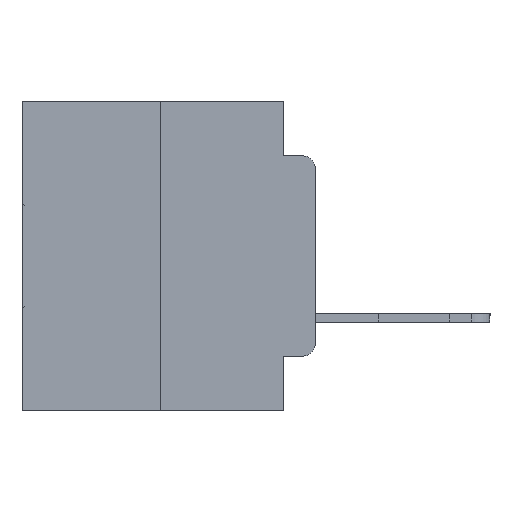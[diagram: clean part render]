
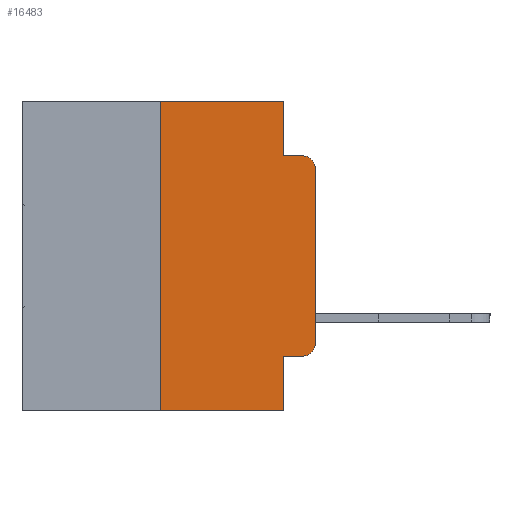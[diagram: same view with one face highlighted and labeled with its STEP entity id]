
A CAD part, left-side view. The second image highlights one B-rep face of the part: STEP entity #16483.
In plain terms, the highlighted planar face has unit normal (-1, 0, 0).
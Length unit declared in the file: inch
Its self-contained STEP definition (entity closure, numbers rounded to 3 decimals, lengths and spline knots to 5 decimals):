
#29 = DIRECTION ( 'NONE',  ( 0., -1., 0. ) ) ;
#491 = EDGE_LOOP ( 'NONE', ( #15494, #22079, #7823, #4476, #10749, #5937, #25145, #4103, #24141, #13360 ) ) ;
#565 = VERTEX_POINT ( 'NONE', #1332 ) ;
#848 = VECTOR ( 'NONE', #5473, 39.37008 ) ;
#1288 = CARTESIAN_POINT ( 'NONE',  ( 0., 0.02, -0.4115 ) ) ;
#1332 = CARTESIAN_POINT ( 'NONE',  ( 0., 0.051, -0.5 ) ) ;
#1981 = CARTESIAN_POINT ( 'NONE',  ( 0., 0.02, -0.3915 ) ) ;
#2238 = DIRECTION ( 'NONE',  ( 0., -1., 0. ) ) ;
#2818 = EDGE_CURVE ( 'NONE', #22210, #13336, #4773, .T. ) ;
#3254 = LINE ( 'NONE', #29569, #27057 ) ;
#4103 = ORIENTED_EDGE ( 'NONE', *, *, #11349, .F. ) ;
#4465 = DIRECTION ( 'NONE',  ( 0., 0., -1. ) ) ;
#4476 = ORIENTED_EDGE ( 'NONE', *, *, #22315, .F. ) ;
#4524 = DIRECTION ( 'NONE',  ( 0., -1., 0. ) ) ;
#4562 = VECTOR ( 'NONE', #20726, 39.37008 ) ;
#4773 = LINE ( 'NONE', #20799, #22701 ) ;
#5473 = DIRECTION ( 'NONE',  ( 0., 0., 1. ) ) ;
#5487 = VERTEX_POINT ( 'NONE', #16087 ) ;
#5635 = VERTEX_POINT ( 'NONE', #11067 ) ;
#5840 = EDGE_CURVE ( 'NONE', #13740, #9167, #29143, .T. ) ;
#5937 = ORIENTED_EDGE ( 'NONE', *, *, #12929, .F. ) ;
#5946 = CARTESIAN_POINT ( 'NONE',  ( 0., 0.051, 0. ) ) ;
#6009 = LINE ( 'NONE', #25137, #4562 ) ;
#6125 = AXIS2_PLACEMENT_3D ( 'NONE', #23607, #9708, #25767 ) ;
#7328 = LINE ( 'NONE', #17336, #848 ) ;
#7823 = ORIENTED_EDGE ( 'NONE', *, *, #23767, .F. ) ;
#8243 = EDGE_CURVE ( 'NONE', #25593, #22210, #25343, .T. ) ;
#8672 = DIRECTION ( 'NONE',  ( 1., 0., 0. ) ) ;
#9167 = VERTEX_POINT ( 'NONE', #5946 ) ;
#9575 = VECTOR ( 'NONE', #4524, 39.37008 ) ;
#9708 = DIRECTION ( 'NONE',  ( -1., 0., 0. ) ) ;
#9791 = EDGE_CURVE ( 'NONE', #5635, #25593, #6009, .T. ) ;
#10624 = VERTEX_POINT ( 'NONE', #17281 ) ;
#10749 = ORIENTED_EDGE ( 'NONE', *, *, #5840, .F. ) ;
#11019 = LINE ( 'NONE', #14082, #22708 ) ;
#11067 = CARTESIAN_POINT ( 'NONE',  ( 0., 0.051, -0.4115 ) ) ;
#11349 = EDGE_CURVE ( 'NONE', #5635, #565, #23752, .T. ) ;
#11713 = VERTEX_POINT ( 'NONE', #25571 ) ;
#12929 = EDGE_CURVE ( 'NONE', #5487, #13740, #7328, .T. ) ;
#13336 = VERTEX_POINT ( 'NONE', #25762 ) ;
#13360 = ORIENTED_EDGE ( 'NONE', *, *, #8243, .T. ) ;
#13740 = VERTEX_POINT ( 'NONE', #24529 ) ;
#13772 = DIRECTION ( 'NONE',  ( 0., 0., 1. ) ) ;
#14082 = CARTESIAN_POINT ( 'NONE',  ( 0., 0.051, -0.0885 ) ) ;
#14964 = CARTESIAN_POINT ( 'NONE',  ( 0., 0.051, 0. ) ) ;
#15494 = ORIENTED_EDGE ( 'NONE', *, *, #2818, .T. ) ;
#15657 = PLANE ( 'NONE',  #25582 ) ;
#16021 = CARTESIAN_POINT ( 'NONE',  ( 0., 0., -0.3915 ) ) ;
#16087 = CARTESIAN_POINT ( 'NONE',  ( 0., 0.25, -0.5 ) ) ;
#16483 = ADVANCED_FACE ( 'NONE', ( #18562 ), #15657, .F. ) ;
#17281 = CARTESIAN_POINT ( 'NONE',  ( 0., 0.02, -0.0885 ) ) ;
#17336 = CARTESIAN_POINT ( 'NONE',  ( 0., 0.25, 0. ) ) ;
#17795 = VECTOR ( 'NONE', #19726, 39.37008 ) ;
#18562 = FACE_OUTER_BOUND ( 'NONE', #491, .T. ) ;
#18659 = DIRECTION ( 'NONE',  ( -1., 0., 0. ) ) ;
#18712 = CARTESIAN_POINT ( 'NONE',  ( 0., 0.473, -0.5 ) ) ;
#18753 = DIRECTION ( 'NONE',  ( 0., 0., -1. ) ) ;
#19306 = AXIS2_PLACEMENT_3D ( 'NONE', #1981, #18659, #4465 ) ;
#19726 = DIRECTION ( 'NONE',  ( 0., 0., -1. ) ) ;
#20726 = DIRECTION ( 'NONE',  ( 0., -1., 0. ) ) ;
#20799 = CARTESIAN_POINT ( 'NONE',  ( 0., 0., 0. ) ) ;
#21598 = EDGE_CURVE ( 'NONE', #5487, #565, #27054, .T. ) ;
#22079 = ORIENTED_EDGE ( 'NONE', *, *, #25208, .T. ) ;
#22210 = VERTEX_POINT ( 'NONE', #16021 ) ;
#22315 = EDGE_CURVE ( 'NONE', #9167, #11713, #3254, .T. ) ;
#22618 = CIRCLE ( 'NONE', #6125, 0.02 ) ;
#22631 = CARTESIAN_POINT ( 'NONE',  ( 0., 0.473, 0. ) ) ;
#22701 = VECTOR ( 'NONE', #13772, 39.37008 ) ;
#22708 = VECTOR ( 'NONE', #2238, 39.37008 ) ;
#23488 = VECTOR ( 'NONE', #29, 39.37008 ) ;
#23607 = CARTESIAN_POINT ( 'NONE',  ( 0., 0.02, -0.1085 ) ) ;
#23752 = LINE ( 'NONE', #14964, #17795 ) ;
#23767 = EDGE_CURVE ( 'NONE', #11713, #10624, #11019, .T. ) ;
#24141 = ORIENTED_EDGE ( 'NONE', *, *, #9791, .T. ) ;
#24529 = CARTESIAN_POINT ( 'NONE',  ( 0., 0.25, 0. ) ) ;
#24801 = DIRECTION ( 'NONE',  ( 0., 0., -1. ) ) ;
#25137 = CARTESIAN_POINT ( 'NONE',  ( 0., 0.051, -0.4115 ) ) ;
#25145 = ORIENTED_EDGE ( 'NONE', *, *, #21598, .T. ) ;
#25208 = EDGE_CURVE ( 'NONE', #13336, #10624, #22618, .T. ) ;
#25343 = CIRCLE ( 'NONE', #19306, 0.02 ) ;
#25571 = CARTESIAN_POINT ( 'NONE',  ( 0., 0.051, -0.0885 ) ) ;
#25582 = AXIS2_PLACEMENT_3D ( 'NONE', #22631, #8672, #24801 ) ;
#25593 = VERTEX_POINT ( 'NONE', #1288 ) ;
#25762 = CARTESIAN_POINT ( 'NONE',  ( 0., 0., -0.1085 ) ) ;
#25767 = DIRECTION ( 'NONE',  ( 0., 0., -1. ) ) ;
#27054 = LINE ( 'NONE', #18712, #9575 ) ;
#27057 = VECTOR ( 'NONE', #18753, 39.37008 ) ;
#27828 = CARTESIAN_POINT ( 'NONE',  ( 0., 0.473, 0. ) ) ;
#29143 = LINE ( 'NONE', #27828, #23488 ) ;
#29569 = CARTESIAN_POINT ( 'NONE',  ( 0., 0.051, 0. ) ) ;
